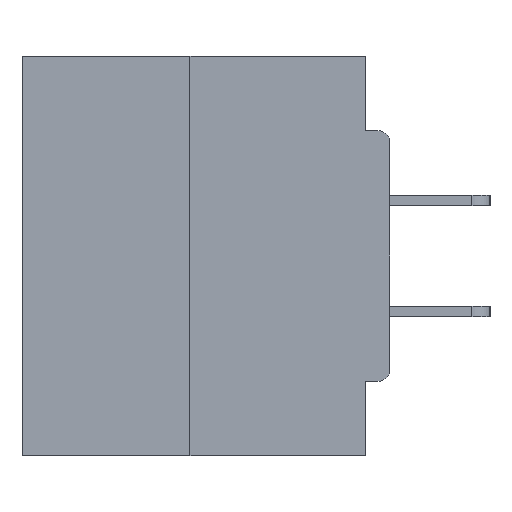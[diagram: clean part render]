
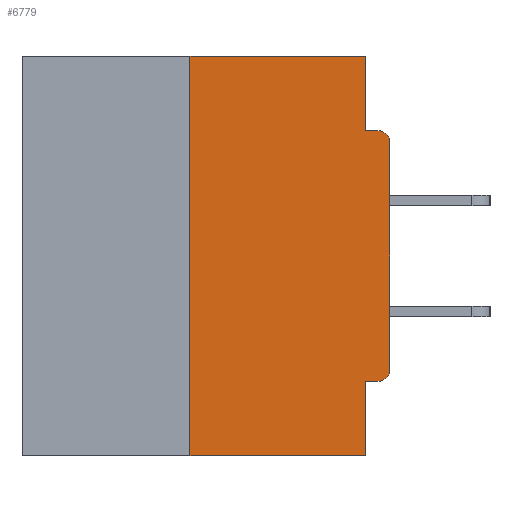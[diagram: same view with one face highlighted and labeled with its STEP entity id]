
A CAD part, left-side view. The second image highlights one B-rep face of the part: STEP entity #6779.
In plain terms, the highlighted planar face has unit normal (-1, 0, 0).
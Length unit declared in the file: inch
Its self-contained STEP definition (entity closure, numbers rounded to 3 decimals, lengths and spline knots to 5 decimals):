
#870 = ORIENTED_EDGE ( 'NONE', *, *, #4531, .F. ) ;
#1257 = CARTESIAN_POINT ( 'NONE',  ( 0., 0.031, 0. ) ) ;
#1594 = DIRECTION ( 'NONE',  ( 0., -1., 0. ) ) ;
#2023 = EDGE_CURVE ( 'NONE', #9892, #40863, #42553, .T. ) ;
#2196 = EDGE_CURVE ( 'NONE', #10461, #11965, #11666, .T. ) ;
#2375 = DIRECTION ( 'NONE',  ( 0., 1., 0. ) ) ;
#3371 = DIRECTION ( 'NONE',  ( -1., 0., 0. ) ) ;
#4531 = EDGE_CURVE ( 'NONE', #18551, #39299, #26052, .T. ) ;
#4730 = DIRECTION ( 'NONE',  ( 0., 0., 1. ) ) ;
#5483 = CARTESIAN_POINT ( 'NONE',  ( 0., 0., -0.1085 ) ) ;
#6026 = ORIENTED_EDGE ( 'NONE', *, *, #19567, .F. ) ;
#6228 = CARTESIAN_POINT ( 'NONE',  ( 0., 0.015, -0.1085 ) ) ;
#6779 = ADVANCED_FACE ( 'NONE', ( #40088 ), #33984, .F. ) ;
#6878 = CARTESIAN_POINT ( 'NONE',  ( 0., 0.031, -0.0935 ) ) ;
#6965 = CARTESIAN_POINT ( 'NONE',  ( 0., 0.25, 0. ) ) ;
#8761 = CARTESIAN_POINT ( 'NONE',  ( 0., 0., -0.0935 ) ) ;
#9136 = CARTESIAN_POINT ( 'NONE',  ( 0., 0.46, -0.5 ) ) ;
#9821 = CARTESIAN_POINT ( 'NONE',  ( 0., 0.031, -0.4065 ) ) ;
#9892 = VERTEX_POINT ( 'NONE', #9821 ) ;
#10242 = EDGE_CURVE ( 'NONE', #22454, #9892, #22111, .T. ) ;
#10353 = DIRECTION ( 'NONE',  ( 0., 0., -1. ) ) ;
#10461 = VERTEX_POINT ( 'NONE', #40107 ) ;
#11125 = CARTESIAN_POINT ( 'NONE',  ( 0., 0.015, -0.0935 ) ) ;
#11666 = LINE ( 'NONE', #32051, #21933 ) ;
#11965 = VERTEX_POINT ( 'NONE', #5483 ) ;
#13464 = CARTESIAN_POINT ( 'NONE',  ( 0., 0.25, -0.5 ) ) ;
#16412 = DIRECTION ( 'NONE',  ( -1., 0., 0. ) ) ;
#16678 = CARTESIAN_POINT ( 'NONE',  ( 0., 0.031, -0.5 ) ) ;
#16829 = DIRECTION ( 'NONE',  ( 0., 0., -1. ) ) ;
#16849 = DIRECTION ( 'NONE',  ( 1., 0., 0. ) ) ;
#16921 = ORIENTED_EDGE ( 'NONE', *, *, #33040, .T. ) ;
#17069 = CARTESIAN_POINT ( 'NONE',  ( 0., 0.46, 0. ) ) ;
#18133 = ORIENTED_EDGE ( 'NONE', *, *, #2023, .F. ) ;
#18550 = VERTEX_POINT ( 'NONE', #29953 ) ;
#18551 = VERTEX_POINT ( 'NONE', #13464 ) ;
#19430 = EDGE_CURVE ( 'NONE', #39299, #18550, #30279, .T. ) ;
#19567 = EDGE_CURVE ( 'NONE', #40894, #30603, #21972, .T. ) ;
#19647 = DIRECTION ( 'NONE',  ( 0., 0., -1. ) ) ;
#20236 = VECTOR ( 'NONE', #31636, 39.37008 ) ;
#20623 = CARTESIAN_POINT ( 'NONE',  ( 0., 0.015, -0.4065 ) ) ;
#21013 = VECTOR ( 'NONE', #25178, 39.37008 ) ;
#21933 = VECTOR ( 'NONE', #4730, 39.37008 ) ;
#21972 = LINE ( 'NONE', #8761, #32131 ) ;
#22018 = ORIENTED_EDGE ( 'NONE', *, *, #26535, .T. ) ;
#22068 = VECTOR ( 'NONE', #22775, 39.37008 ) ;
#22111 = LINE ( 'NONE', #31895, #40402 ) ;
#22454 = VERTEX_POINT ( 'NONE', #20623 ) ;
#22598 = ORIENTED_EDGE ( 'NONE', *, *, #30780, .T. ) ;
#22676 = ORIENTED_EDGE ( 'NONE', *, *, #2196, .T. ) ;
#22775 = DIRECTION ( 'NONE',  ( 0., 0., 1. ) ) ;
#25178 = DIRECTION ( 'NONE',  ( 0., -1., 0. ) ) ;
#26052 = LINE ( 'NONE', #6965, #22068 ) ;
#26364 = CARTESIAN_POINT ( 'NONE',  ( 0., 0.015, -0.3915 ) ) ;
#26376 = AXIS2_PLACEMENT_3D ( 'NONE', #26364, #16412, #19647 ) ;
#26535 = EDGE_CURVE ( 'NONE', #22454, #10461, #31938, .T. ) ;
#26866 = CARTESIAN_POINT ( 'NONE',  ( 0., 0.25, 0. ) ) ;
#27224 = CARTESIAN_POINT ( 'NONE',  ( 0., 0.46, 0. ) ) ;
#28251 = ORIENTED_EDGE ( 'NONE', *, *, #29178, .F. ) ;
#29178 = EDGE_CURVE ( 'NONE', #18550, #40894, #31002, .T. ) ;
#29714 = DIRECTION ( 'NONE',  ( 0., 0., -1. ) ) ;
#29953 = CARTESIAN_POINT ( 'NONE',  ( 0., 0.031, 0. ) ) ;
#30279 = LINE ( 'NONE', #27224, #39771 ) ;
#30496 = DIRECTION ( 'NONE',  ( 0., -1., 0. ) ) ;
#30603 = VERTEX_POINT ( 'NONE', #11125 ) ;
#30780 = EDGE_CURVE ( 'NONE', #18551, #40863, #38224, .T. ) ;
#31002 = LINE ( 'NONE', #1257, #20236 ) ;
#31636 = DIRECTION ( 'NONE',  ( 0., 0., -1. ) ) ;
#31895 = CARTESIAN_POINT ( 'NONE',  ( 0., 0., -0.4065 ) ) ;
#31938 = CIRCLE ( 'NONE', #26376, 0.015 ) ;
#32051 = CARTESIAN_POINT ( 'NONE',  ( 0., 0., 0. ) ) ;
#32131 = VECTOR ( 'NONE', #1594, 39.37008 ) ;
#32997 = AXIS2_PLACEMENT_3D ( 'NONE', #6228, #3371, #16829 ) ;
#33040 = EDGE_CURVE ( 'NONE', #11965, #30603, #37155, .T. ) ;
#33758 = VECTOR ( 'NONE', #29714, 39.37008 ) ;
#33984 = PLANE ( 'NONE',  #40185 ) ;
#36589 = CARTESIAN_POINT ( 'NONE',  ( 0., 0.031, -0.5 ) ) ;
#37155 = CIRCLE ( 'NONE', #32997, 0.015 ) ;
#37782 = ORIENTED_EDGE ( 'NONE', *, *, #19430, .F. ) ;
#38185 = EDGE_LOOP ( 'NONE', ( #37782, #870, #22598, #18133, #38382, #22018, #22676, #16921, #6026, #28251 ) ) ;
#38224 = LINE ( 'NONE', #9136, #21013 ) ;
#38382 = ORIENTED_EDGE ( 'NONE', *, *, #10242, .F. ) ;
#39299 = VERTEX_POINT ( 'NONE', #26866 ) ;
#39771 = VECTOR ( 'NONE', #30496, 39.37008 ) ;
#40088 = FACE_OUTER_BOUND ( 'NONE', #38185, .T. ) ;
#40107 = CARTESIAN_POINT ( 'NONE',  ( 0., 0., -0.3915 ) ) ;
#40185 = AXIS2_PLACEMENT_3D ( 'NONE', #17069, #16849, #10353 ) ;
#40402 = VECTOR ( 'NONE', #2375, 39.37008 ) ;
#40863 = VERTEX_POINT ( 'NONE', #36589 ) ;
#40894 = VERTEX_POINT ( 'NONE', #6878 ) ;
#42553 = LINE ( 'NONE', #16678, #33758 ) ;
